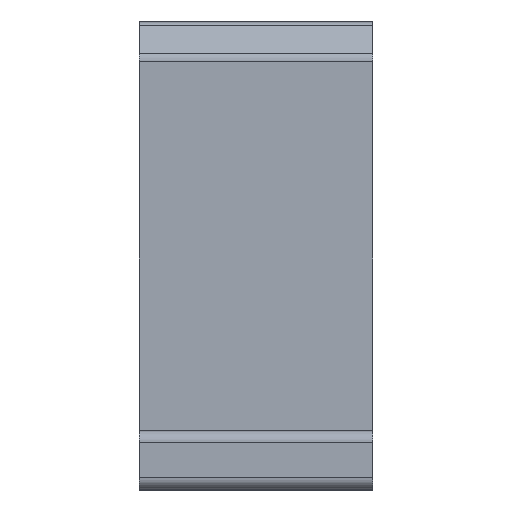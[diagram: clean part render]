
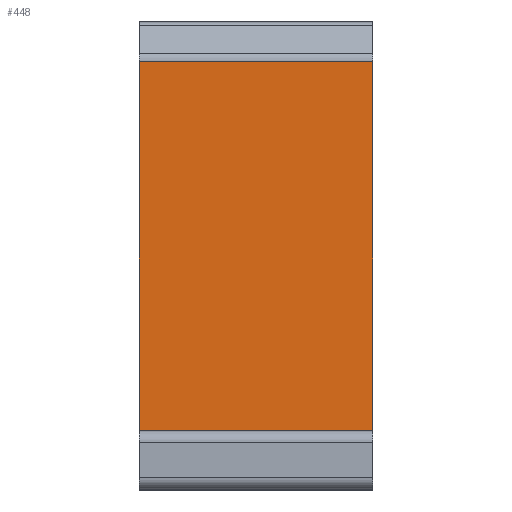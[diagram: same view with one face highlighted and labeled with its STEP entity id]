
A CAD part, top view. The second image highlights one B-rep face of the part: STEP entity #448.
In plain terms, the highlighted planar face has unit normal (0, 0, 1).
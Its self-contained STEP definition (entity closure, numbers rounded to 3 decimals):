
#26=PLANE('',#498);
#46=FACE_OUTER_BOUND('',#72,.T.);
#72=EDGE_LOOP('',(#341,#342,#343,#344));
#106=LINE('',#711,#149);
#107=LINE('',#714,#150);
#108=LINE('',#716,#151);
#109=LINE('',#717,#152);
#149=VECTOR('',#581,10.);
#150=VECTOR('',#584,10.);
#151=VECTOR('',#585,10.);
#152=VECTOR('',#586,10.);
#215=VERTEX_POINT('',#707);
#216=VERTEX_POINT('',#709);
#217=VERTEX_POINT('',#713);
#218=VERTEX_POINT('',#715);
#266=EDGE_CURVE('',#215,#216,#106,.T.);
#267=EDGE_CURVE('',#217,#215,#107,.T.);
#268=EDGE_CURVE('',#218,#216,#108,.T.);
#269=EDGE_CURVE('',#217,#218,#109,.T.);
#341=ORIENTED_EDGE('',*,*,#267,.T.);
#342=ORIENTED_EDGE('',*,*,#266,.T.);
#343=ORIENTED_EDGE('',*,*,#268,.F.);
#344=ORIENTED_EDGE('',*,*,#269,.F.);
#448=ADVANCED_FACE('',(#46),#26,.T.);
#498=AXIS2_PLACEMENT_3D('',#712,#582,#583);
#581=DIRECTION('',(-1.,0.,0.));
#582=DIRECTION('center_axis',(0.,0.,1.));
#583=DIRECTION('ref_axis',(0.,1.,0.));
#584=DIRECTION('',(0.,1.,0.));
#585=DIRECTION('',(0.,1.,0.));
#586=DIRECTION('',(-1.,0.,0.));
#707=CARTESIAN_POINT('',(-132.674,-117.323,19.236));
#709=CARTESIAN_POINT('',(-152.674,-117.323,19.236));
#711=CARTESIAN_POINT('',(-132.674,-117.323,19.236));
#712=CARTESIAN_POINT('Origin',(-132.674,-148.909,19.236));
#713=CARTESIAN_POINT('',(-132.674,-148.909,19.236));
#714=CARTESIAN_POINT('',(-132.674,-150.494,19.236));
#715=CARTESIAN_POINT('',(-152.674,-148.909,19.236));
#716=CARTESIAN_POINT('',(-152.674,-150.494,19.236));
#717=CARTESIAN_POINT('',(-132.674,-148.909,19.236));
